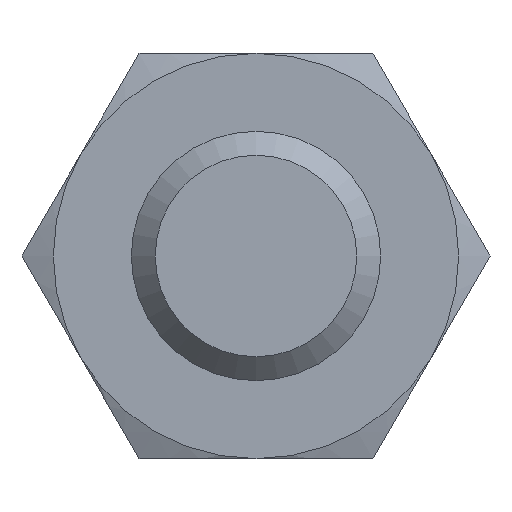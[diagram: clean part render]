
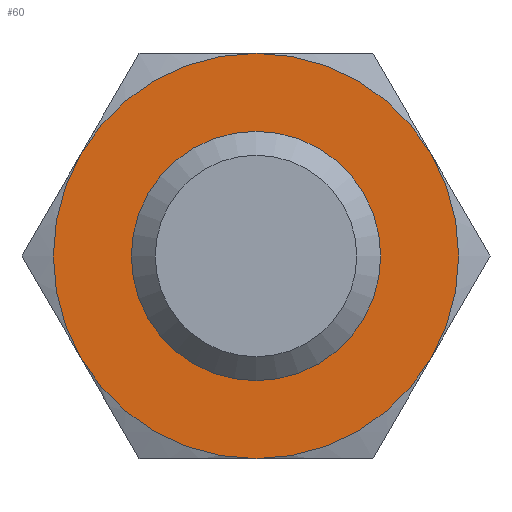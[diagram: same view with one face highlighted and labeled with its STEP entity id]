
A CAD part, front view. The second image highlights one B-rep face of the part: STEP entity #60.
In plain terms, the highlighted planar face has unit normal (0, -1, 0).
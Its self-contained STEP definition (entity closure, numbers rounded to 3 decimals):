
#60 = ADVANCED_FACE( '', ( #136, #137 ), #138, .F. );
#136 = FACE_BOUND( '', #227, .T. );
#137 = FACE_OUTER_BOUND( '', #228, .T. );
#138 = PLANE( '', #229 );
#227 = EDGE_LOOP( '', ( #333 ) );
#228 = EDGE_LOOP( '', ( #334, #335, #336, #337, #338, #339 ) );
#229 = AXIS2_PLACEMENT_3D( '', #340, #341, #342 );
#333 = ORIENTED_EDGE( '', *, *, #516, .F. );
#334 = ORIENTED_EDGE( '', *, *, #517, .T. );
#335 = ORIENTED_EDGE( '', *, *, #518, .T. );
#336 = ORIENTED_EDGE( '', *, *, #503, .T. );
#337 = ORIENTED_EDGE( '', *, *, #519, .T. );
#338 = ORIENTED_EDGE( '', *, *, #520, .T. );
#339 = ORIENTED_EDGE( '', *, *, #521, .T. );
#340 = CARTESIAN_POINT( '', ( 6.5, 0., 0. ) );
#341 = DIRECTION( '', ( 0., 1., 0. ) );
#342 = DIRECTION( '', ( 0., 0., 1. ) );
#503 = EDGE_CURVE( '', #584, #585, #586, .T. );
#516 = EDGE_CURVE( '', #604, #604, #605, .T. );
#517 = EDGE_CURVE( '', #606, #607, #608, .T. );
#518 = EDGE_CURVE( '', #607, #584, #609, .T. );
#519 = EDGE_CURVE( '', #585, #610, #611, .T. );
#520 = EDGE_CURVE( '', #610, #612, #613, .T. );
#521 = EDGE_CURVE( '', #612, #606, #614, .T. );
#584 = VERTEX_POINT( '', #688 );
#585 = VERTEX_POINT( '', #689 );
#586 = CIRCLE( '', #690, 6.5 );
#604 = VERTEX_POINT( '', #738 );
#605 = CIRCLE( '', #739, 3. );
#606 = VERTEX_POINT( '', #740 );
#607 = VERTEX_POINT( '', #741 );
#608 = CIRCLE( '', #742, 6.5 );
#609 = CIRCLE( '', #743, 6.5 );
#610 = VERTEX_POINT( '', #744 );
#611 = CIRCLE( '', #745, 6.5 );
#612 = VERTEX_POINT( '', #746 );
#613 = CIRCLE( '', #747, 6.5 );
#614 = CIRCLE( '', #748, 6.5 );
#688 = CARTESIAN_POINT( '', ( 5.629, 0., 3.25 ) );
#689 = CARTESIAN_POINT( '', ( 0., 0., 6.5 ) );
#690 = AXIS2_PLACEMENT_3D( '', #923, #924, #925 );
#738 = CARTESIAN_POINT( '', ( 0., 0., -3. ) );
#739 = AXIS2_PLACEMENT_3D( '', #932, #933, #934 );
#740 = CARTESIAN_POINT( '', ( 0., 0., -6.5 ) );
#741 = CARTESIAN_POINT( '', ( 5.629, 0., -3.25 ) );
#742 = AXIS2_PLACEMENT_3D( '', #935, #936, #937 );
#743 = AXIS2_PLACEMENT_3D( '', #938, #939, #940 );
#744 = CARTESIAN_POINT( '', ( -5.629, 0., 3.25 ) );
#745 = AXIS2_PLACEMENT_3D( '', #941, #942, #943 );
#746 = CARTESIAN_POINT( '', ( -5.629, 0., -3.25 ) );
#747 = AXIS2_PLACEMENT_3D( '', #944, #945, #946 );
#748 = AXIS2_PLACEMENT_3D( '', #947, #948, #949 );
#923 = CARTESIAN_POINT( '', ( 0., 0., 0. ) );
#924 = DIRECTION( '', ( 0., -1., 0. ) );
#925 = DIRECTION( '', ( 0., 0., -1. ) );
#932 = CARTESIAN_POINT( '', ( 0., 0., 0. ) );
#933 = DIRECTION( '', ( 0., -1., 0. ) );
#934 = DIRECTION( '', ( 0., 0., -1. ) );
#935 = CARTESIAN_POINT( '', ( 0., 0., 0. ) );
#936 = DIRECTION( '', ( 0., -1., 0. ) );
#937 = DIRECTION( '', ( 0., 0., -1. ) );
#938 = CARTESIAN_POINT( '', ( 0., 0., 0. ) );
#939 = DIRECTION( '', ( 0., -1., 0. ) );
#940 = DIRECTION( '', ( 0., 0., -1. ) );
#941 = CARTESIAN_POINT( '', ( 0., 0., 0. ) );
#942 = DIRECTION( '', ( 0., -1., 0. ) );
#943 = DIRECTION( '', ( 0., 0., -1. ) );
#944 = CARTESIAN_POINT( '', ( 0., 0., 0. ) );
#945 = DIRECTION( '', ( 0., -1., 0. ) );
#946 = DIRECTION( '', ( 0., 0., -1. ) );
#947 = CARTESIAN_POINT( '', ( 0., 0., 0. ) );
#948 = DIRECTION( '', ( 0., -1., 0. ) );
#949 = DIRECTION( '', ( 0., 0., -1. ) );
